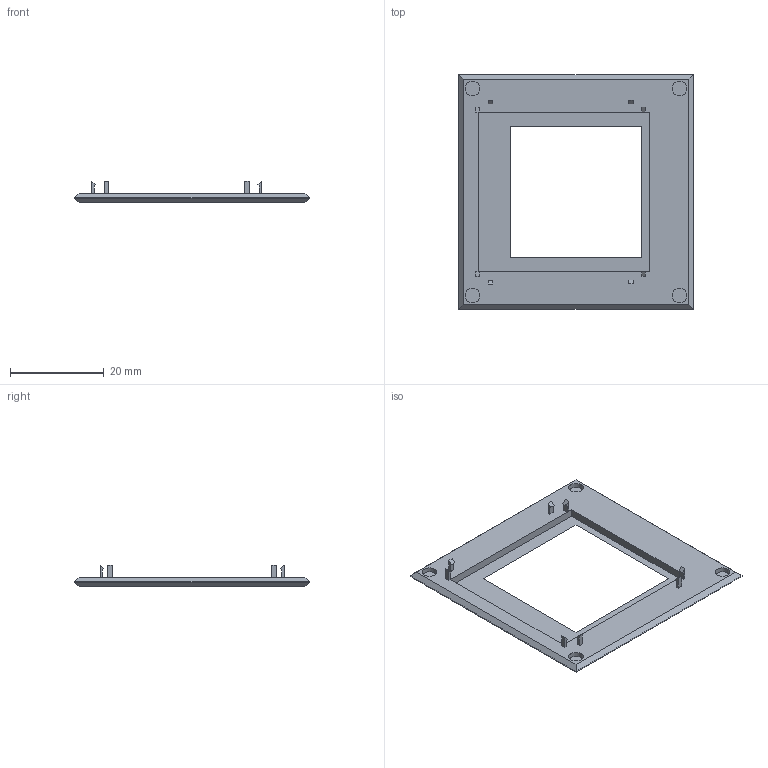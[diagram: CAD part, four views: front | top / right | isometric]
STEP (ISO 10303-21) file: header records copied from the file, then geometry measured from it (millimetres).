
FILE_DESCRIPTION(('FreeCAD Model'),'2;1');
FILE_NAME('Open CASCADE Shape Model','2022-01-30T23:00:44',('Author'),( ''),'Open CASCADE STEP processor 7.4','FreeCAD','Unknown');
FILE_SCHEMA(('AUTOMOTIVE_DESIGN { 1 0 10303 214 1 1 1 1 }'));
Length unit declared in the file: millimetre
Products named in the file (1): Bottom
Bounding box: 50 x 50 x 4.6 mm (x, y, z)
Volume: 2454.4 mm3; surface area: 3967.7 mm2
Topology: 9 solids, 9 shells, 87 faces, 184 edges, 120 vertices
Faces by surface type: plane 83, cylinder 4
Full cylindrical faces by diameter (mm): 3.1 x4
Entity records: 4756 total; most frequent: CARTESIAN_POINT 760, DIRECTION 736, LINE 536, VECTOR 536, ORIENTED_EDGE 368, PCURVE 368, DEFINITIONAL_REPRESENTATION 368, EDGE_CURVE 184
